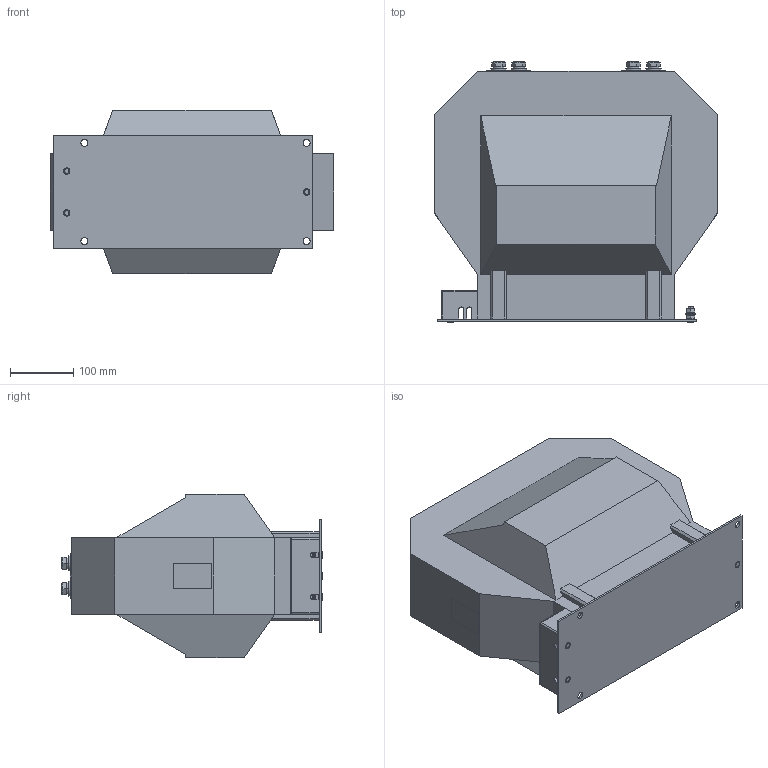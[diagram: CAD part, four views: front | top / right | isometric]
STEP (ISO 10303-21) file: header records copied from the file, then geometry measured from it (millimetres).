
FILE_DESCRIPTION (( 'STEP AP214' ), '1' );
FILE_NAME ('ﾒﾋﾊ-ﾑﾒ-35-1.2_ﾒﾎﾋ-ﾑﾒ-35-1.2 .STEP', '2023-08-09T20:14:15', ( '' ), ( '' ), 'SwSTEP 2.0', 'SolidWorks 2019', '' );
FILE_SCHEMA (( 'AUTOMOTIVE_DESIGN' ));
Length unit declared in the file: millimetre
Products named in the file (1): ﾒﾋﾊ-ﾑﾒ-35-1.2_ﾒﾎﾋ-ﾑﾒ-35-1.2 
Bounding box: 446.1 x 409.6 x 257 mm (x, y, z)
Volume: 25241636.5 mm3; surface area: 703563.6 mm2
Topology: 53 solids, 53 shells, 1174 faces, 2936 edges, 1914 vertices
Faces by surface type: plane 610, cylinder 233, bspline 154, cone 141, torus 30, sphere 6
Entity records: 54168 total; most frequent: CARTESIAN_POINT 13561, ORIENTED_EDGE 5860, DIRECTION 5150, EDGE_CURVE 2930, VERTEX_POINT 1914, AXIS2_PLACEMENT_3D 1807, LINE 1536, VECTOR 1536
